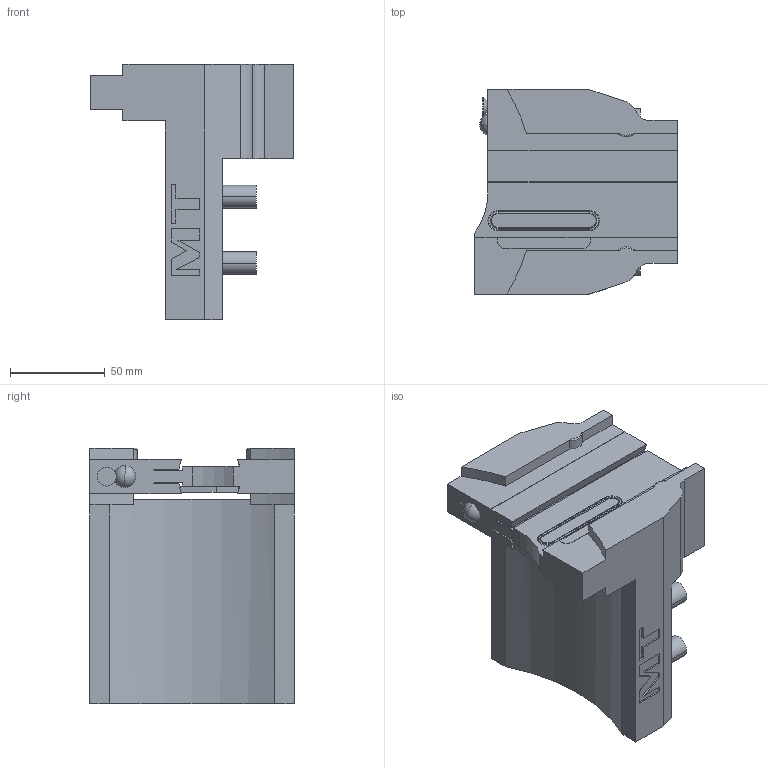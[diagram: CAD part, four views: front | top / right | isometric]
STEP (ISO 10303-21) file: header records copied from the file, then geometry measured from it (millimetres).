
FILE_DESCRIPTION((''),'2;1');
FILE_NAME('MSL0540132_CONF','2023-03-01T09:07:42',('sterribile'),('M.T. srl'),'CREO PARAMETRIC BY PTC INC, 2021072','CREO PARAMETRIC BY PTC INC, 2021072','');
FILE_SCHEMA(('CONFIG_CONTROL_DESIGN'));
Length unit declared in the file: millimetre
Products named in the file (1): MSL0540132_CONF
Bounding box: 107 x 108 x 135 mm (x, y, z)
Volume: 539624.7 mm3; surface area: 82597 mm2
Topology: 1 solids, 1 shells, 181 faces, 502 edges, 331 vertices
Faces by surface type: plane 126, cylinder 39, torus 8, extrusion 4, cone 2, sphere 2
Entity records: 5849 total; most frequent: CARTESIAN_POINT 1105, ORIENTED_EDGE 1000, DIRECTION 940, EDGE_CURVE 500, VECTOR 394, LINE 390, VERTEX_POINT 331, AXIS2_PLACEMENT_3D 273
